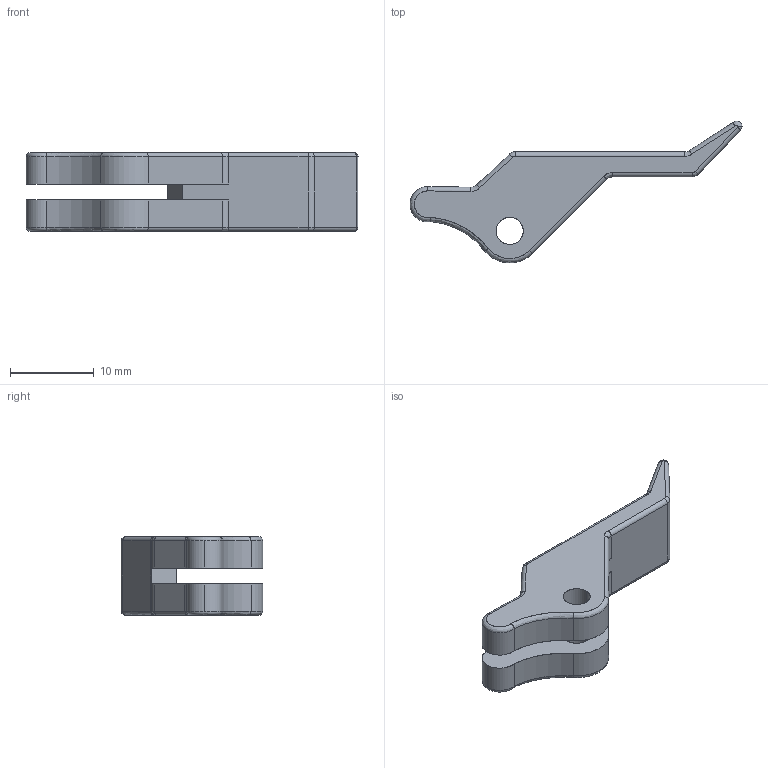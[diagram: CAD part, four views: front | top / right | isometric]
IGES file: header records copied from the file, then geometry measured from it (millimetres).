
Start section: SolidWorks IGES file using analytic representation for surfaces
Global section: file name: 2007 and Older NBO'1209-062.IGS; native system: SolidWorks 2012; preprocessor: SolidWorks 2012; author: sraja; date: 120914.150448; units: inch
Bounding box: 39.53 x 16.87 x 9.4 mm (x, y, z)
Surface area: 1566.2 mm2 (no closed solid volume)
Topology: 0 solids, 0 shells, 70 faces, 638 edges, 638 vertices
Faces by surface type: bspline 35, revolution 35
